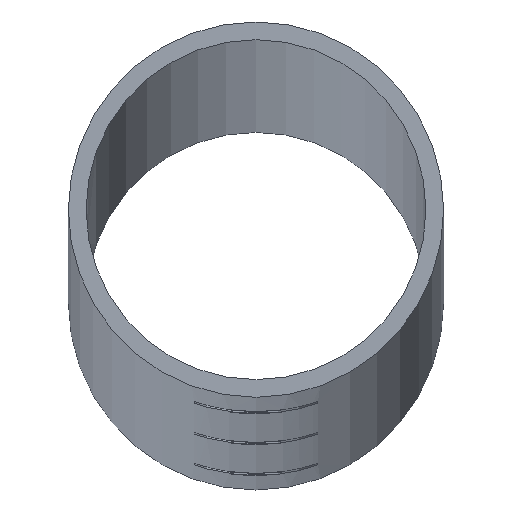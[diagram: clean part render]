
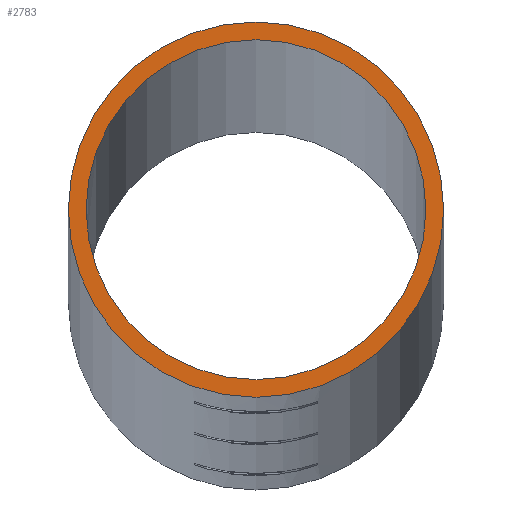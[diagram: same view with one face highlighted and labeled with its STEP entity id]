
A CAD part, top view. The second image highlights one B-rep face of the part: STEP entity #2783.
In plain terms, the highlighted planar face has unit normal (0, 0, 1).
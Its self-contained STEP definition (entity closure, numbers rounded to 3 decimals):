
#32 = DIRECTION ( 'NONE',  ( 0., 0., 1. ) ) ;
#589 = CARTESIAN_POINT ( 'NONE',  ( 0., 0., 3000. ) ) ;
#1843 = VERTEX_POINT ( 'NONE', #4905 ) ;
#2100 = AXIS2_PLACEMENT_3D ( 'NONE', #17753, #6399, #14992 ) ;
#2109 = DIRECTION ( 'NONE',  ( 0., 0., 1. ) ) ;
#2783 = ADVANCED_FACE ( 'NONE', ( #17534, #16883 ), #5073, .T. ) ;
#3143 = ORIENTED_EDGE ( 'NONE', *, *, #18052, .F. ) ;
#3338 = CARTESIAN_POINT ( 'NONE',  ( 21.2, 0., 3000. ) ) ;
#4905 = CARTESIAN_POINT ( 'NONE',  ( -19.2, 0., 3000. ) ) ;
#5073 = PLANE ( 'NONE',  #14146 ) ;
#5373 = AXIS2_PLACEMENT_3D ( 'NONE', #16920, #32, #8508 ) ;
#5720 = AXIS2_PLACEMENT_3D ( 'NONE', #13171, #17474, #10419 ) ;
#5738 = CIRCLE ( 'NONE', #5373, 19.2 ) ;
#6184 = ORIENTED_EDGE ( 'NONE', *, *, #14480, .T. ) ;
#6399 = DIRECTION ( 'NONE',  ( 0., 0., 1. ) ) ;
#6774 = CIRCLE ( 'NONE', #10760, 19.2 ) ;
#7396 = CARTESIAN_POINT ( 'NONE',  ( 0., 0., 3000. ) ) ;
#8508 = DIRECTION ( 'NONE',  ( 1., 0., 0. ) ) ;
#8988 = CARTESIAN_POINT ( 'NONE',  ( -21.2, 0., 3000. ) ) ;
#9052 = CIRCLE ( 'NONE', #2100, 21.2 ) ;
#9236 = EDGE_CURVE ( 'NONE', #15666, #14509, #9052, .T. ) ;
#10364 = ORIENTED_EDGE ( 'NONE', *, *, #9236, .T. ) ;
#10419 = DIRECTION ( 'NONE',  ( 1., 0., 0. ) ) ;
#10760 = AXIS2_PLACEMENT_3D ( 'NONE', #7396, #17210, #17263 ) ;
#11240 = EDGE_LOOP ( 'NONE', ( #6184, #10364 ) ) ;
#11908 = DIRECTION ( 'NONE',  ( 1., 0., 0. ) ) ;
#13091 = CARTESIAN_POINT ( 'NONE',  ( 19.2, 0., 3000. ) ) ;
#13171 = CARTESIAN_POINT ( 'NONE',  ( 0., 0., 3000. ) ) ;
#13505 = ORIENTED_EDGE ( 'NONE', *, *, #15146, .F. ) ;
#13880 = EDGE_LOOP ( 'NONE', ( #13505, #3143 ) ) ;
#14146 = AXIS2_PLACEMENT_3D ( 'NONE', #589, #2109, #11908 ) ;
#14480 = EDGE_CURVE ( 'NONE', #14509, #15666, #15379, .T. ) ;
#14509 = VERTEX_POINT ( 'NONE', #8988 ) ;
#14992 = DIRECTION ( 'NONE',  ( 1., 0., 0. ) ) ;
#15146 = EDGE_CURVE ( 'NONE', #1843, #15655, #5738, .T. ) ;
#15379 = CIRCLE ( 'NONE', #5720, 21.2 ) ;
#15655 = VERTEX_POINT ( 'NONE', #13091 ) ;
#15666 = VERTEX_POINT ( 'NONE', #3338 ) ;
#16883 = FACE_OUTER_BOUND ( 'NONE', #11240, .T. ) ;
#16920 = CARTESIAN_POINT ( 'NONE',  ( 0., 0., 3000. ) ) ;
#17210 = DIRECTION ( 'NONE',  ( 0., 0., 1. ) ) ;
#17263 = DIRECTION ( 'NONE',  ( 1., 0., 0. ) ) ;
#17474 = DIRECTION ( 'NONE',  ( 0., 0., 1. ) ) ;
#17534 = FACE_BOUND ( 'NONE', #13880, .T. ) ;
#17753 = CARTESIAN_POINT ( 'NONE',  ( 0., 0., 3000. ) ) ;
#18052 = EDGE_CURVE ( 'NONE', #15655, #1843, #6774, .T. ) ;
